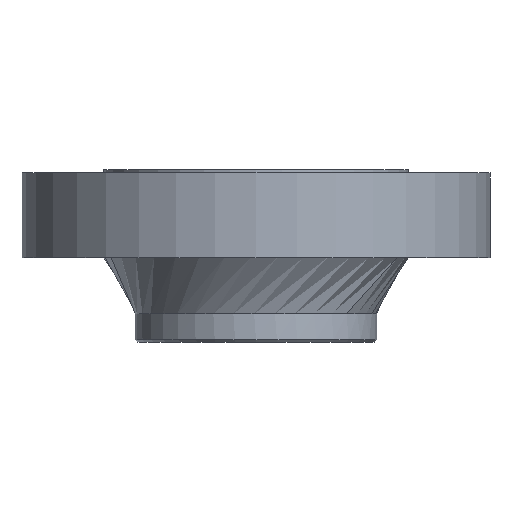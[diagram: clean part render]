
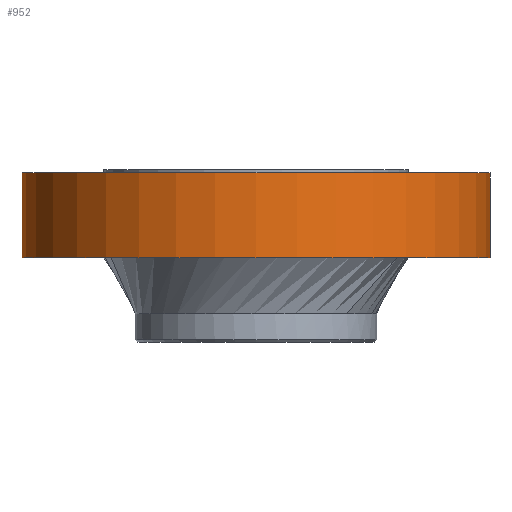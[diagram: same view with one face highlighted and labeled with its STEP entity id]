
A CAD part, front view. The second image highlights one B-rep face of the part: STEP entity #952.
In plain terms, the highlighted cylindrical face has radius 492.125 mm (diameter 984.25 mm), a partial arc.
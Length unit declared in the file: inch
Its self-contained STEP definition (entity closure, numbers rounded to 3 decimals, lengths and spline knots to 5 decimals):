
#14 = EDGE_CURVE ( 'NONE', #560, #1701, #987, .T. ) ;
#18 = EDGE_LOOP ( 'NONE', ( #379, #83, #436, #1078 ) ) ;
#59 = FACE_OUTER_BOUND ( 'NONE', #18, .T. ) ;
#66 = EDGE_CURVE ( 'NONE', #1106, #919, #388, .T. ) ;
#83 = ORIENTED_EDGE ( 'NONE', *, *, #66, .F. ) ;
#166 = CARTESIAN_POINT ( 'NONE',  ( 19.375, 0., -61.80078 ) ) ;
#176 = CARTESIAN_POINT ( 'NONE',  ( 0., 0., -61.80078 ) ) ;
#193 = EDGE_CURVE ( 'NONE', #1106, #1701, #341, .T. ) ;
#341 = LINE ( 'NONE', #166, #414 ) ;
#379 = ORIENTED_EDGE ( 'NONE', *, *, #1643, .F. ) ;
#388 = CIRCLE ( 'NONE', #1464, 19.375 ) ;
#414 = VECTOR ( 'NONE', #1221, 39.37008 ) ;
#436 = ORIENTED_EDGE ( 'NONE', *, *, #193, .T. ) ;
#452 = DIRECTION ( 'NONE',  ( 0., 0., 1. ) ) ;
#549 = CARTESIAN_POINT ( 'NONE',  ( 19.375, 0., 0. ) ) ;
#558 = DIRECTION ( 'NONE',  ( 0., 0., -1. ) ) ;
#560 = VERTEX_POINT ( 'NONE', #723 ) ;
#566 = VECTOR ( 'NONE', #1067, 39.37008 ) ;
#574 = LINE ( 'NONE', #700, #566 ) ;
#578 = DIRECTION ( 'NONE',  ( 1., 0., 0. ) ) ;
#612 = CYLINDRICAL_SURFACE ( 'NONE', #1364, 19.375 ) ;
#655 = CARTESIAN_POINT ( 'NONE',  ( 19.375, 0., -7. ) ) ;
#700 = CARTESIAN_POINT ( 'NONE',  ( -19.375, 0., -61.80078 ) ) ;
#723 = CARTESIAN_POINT ( 'NONE',  ( -19.375, 0., 0. ) ) ;
#919 = VERTEX_POINT ( 'NONE', #1239 ) ;
#930 = DIRECTION ( 'NONE',  ( 0., 0., 1. ) ) ;
#952 = ADVANCED_FACE ( 'NONE', ( #59 ), #612, .T. ) ;
#987 = CIRCLE ( 'NONE', #1015, 19.375 ) ;
#1015 = AXIS2_PLACEMENT_3D ( 'NONE', #1215, #930, #1448 ) ;
#1067 = DIRECTION ( 'NONE',  ( 0., 0., 1. ) ) ;
#1078 = ORIENTED_EDGE ( 'NONE', *, *, #14, .F. ) ;
#1106 = VERTEX_POINT ( 'NONE', #655 ) ;
#1215 = CARTESIAN_POINT ( 'NONE',  ( 0., 0., 0. ) ) ;
#1221 = DIRECTION ( 'NONE',  ( 0., 0., 1. ) ) ;
#1239 = CARTESIAN_POINT ( 'NONE',  ( -19.375, 0., -7. ) ) ;
#1364 = AXIS2_PLACEMENT_3D ( 'NONE', #176, #452, #578 ) ;
#1448 = DIRECTION ( 'NONE',  ( 1., 0., 0. ) ) ;
#1464 = AXIS2_PLACEMENT_3D ( 'NONE', #1466, #558, #1473 ) ;
#1466 = CARTESIAN_POINT ( 'NONE',  ( 0., 0., -7. ) ) ;
#1473 = DIRECTION ( 'NONE',  ( 1., 0., 0. ) ) ;
#1643 = EDGE_CURVE ( 'NONE', #919, #560, #574, .T. ) ;
#1701 = VERTEX_POINT ( 'NONE', #549 ) ;
